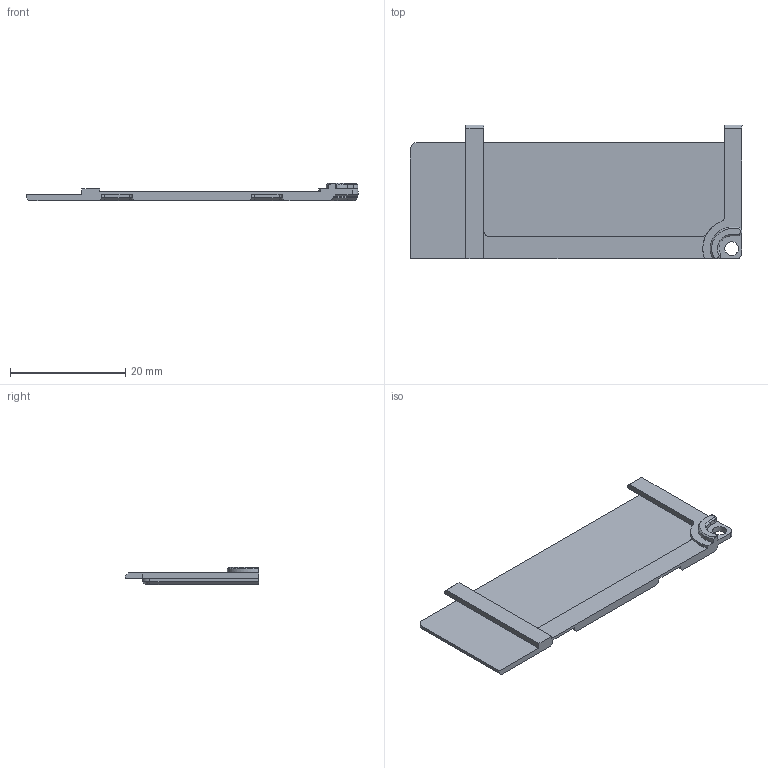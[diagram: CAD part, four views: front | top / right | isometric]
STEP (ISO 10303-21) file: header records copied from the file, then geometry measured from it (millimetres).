
FILE_DESCRIPTION(/* description */ (''),/* implementation_level */ '2;1');
FILE_NAME(/* name */ 'cartShield090124.step',/* time_stamp */ '2024-09-02T08:35:21-07:00',/* author */ (''),/* organization */ (''),/* preprocessor_version */ 'ST-DEVELOPER v20',/* originating_system */ 'Autodesk Translation Framework v13.14.0.145',/* authorisation */ '');
FILE_SCHEMA (('AUTOMOTIVE_DESIGN { 1 0 10303 214 3 1 1 }'));
Length unit declared in the file: millimetre
Products named in the file (1): CartShield
Bounding box: 57.6 x 23.2 x 3.04 mm (x, y, z)
Volume: 1396.9 mm3; surface area: 2649.1 mm2
Topology: 1 solids, 1 shells, 82 faces, 215 edges, 135 vertices
Faces by surface type: plane 52, cylinder 17, cone 13
Full cylindrical faces by diameter (mm): 2.4 x1
Entity records: 2525 total; most frequent: CARTESIAN_POINT 446, ORIENTED_EDGE 430, DIRECTION 426, EDGE_CURVE 215, LINE 160, VECTOR 160, VERTEX_POINT 135, AXIS2_PLACEMENT_3D 133
